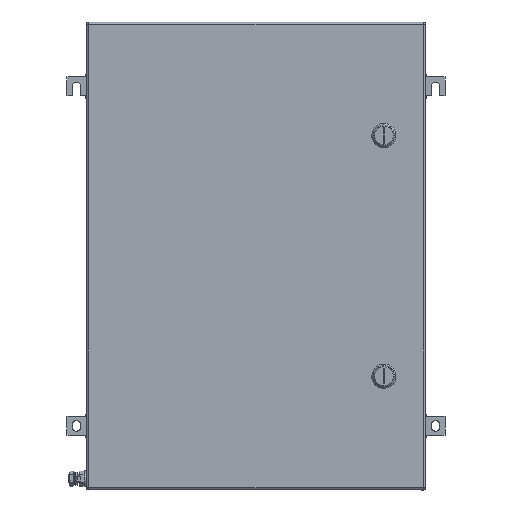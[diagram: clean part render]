
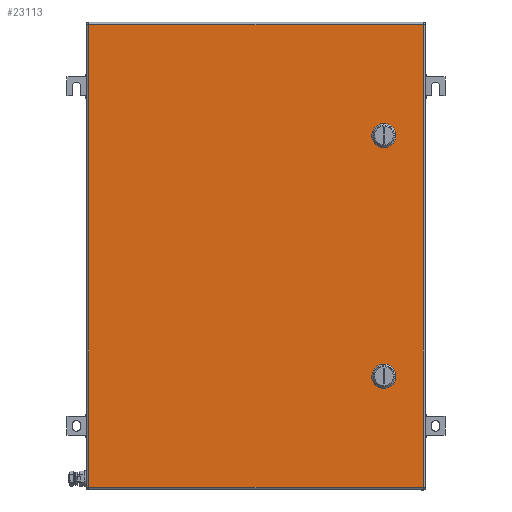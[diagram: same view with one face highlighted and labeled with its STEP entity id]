
A CAD part, top view. The second image highlights one B-rep face of the part: STEP entity #23113.
In plain terms, the highlighted planar face has unit normal (0, 0, 1).
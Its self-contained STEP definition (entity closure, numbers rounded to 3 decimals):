
#22927=AXIS2_PLACEMENT_3D('Circle Axis2P3D',#22925,#22926,$) ;
#22954=AXIS2_PLACEMENT_3D('Plane Axis2P3D',#22951,#22952,#22953) ;
#22999=AXIS2_PLACEMENT_3D('Circle Axis2P3D',#22997,#22998,$) ;
#23013=AXIS2_PLACEMENT_3D('Circle Axis2P3D',#23011,#23012,$) ;
#23027=AXIS2_PLACEMENT_3D('Circle Axis2P3D',#23025,#23026,$) ;
#23049=AXIS2_PLACEMENT_3D('Circle Axis2P3D',#23047,#23048,$) ;
#23065=AXIS2_PLACEMENT_3D('Circle Axis2P3D',#23063,#23064,$) ;
#23079=AXIS2_PLACEMENT_3D('Circle Axis2P3D',#23077,#23078,$) ;
#23093=AXIS2_PLACEMENT_3D('Circle Axis2P3D',#23091,#23092,$) ;
#22922=CARTESIAN_POINT('Vertex',(425.056,459.45,153.5)) ;
#22925=CARTESIAN_POINT('Axis2P3D Location',(420.,469.5,153.5)) ;
#22929=CARTESIAN_POINT('Vertex',(430.05,464.444,153.5)) ;
#22951=CARTESIAN_POINT('Axis2P3D Location',(250.5,310.,153.5)) ;
#22956=CARTESIAN_POINT('Line Origine',(250.5,616.5,153.5)) ;
#22960=CARTESIAN_POINT('Vertex',(472.,616.5,153.5)) ;
#22962=CARTESIAN_POINT('Vertex',(29.,616.5,153.5)) ;
#22965=CARTESIAN_POINT('Line Origine',(29.,310.,153.5)) ;
#22969=CARTESIAN_POINT('Vertex',(29.,3.5,153.5)) ;
#22972=CARTESIAN_POINT('Line Origine',(250.5,3.5,153.5)) ;
#22976=CARTESIAN_POINT('Vertex',(472.,3.5,153.5)) ;
#22979=CARTESIAN_POINT('Line Origine',(472.,310.,153.5)) ;
#22990=CARTESIAN_POINT('Line Origine',(420.,459.45,153.5)) ;
#22994=CARTESIAN_POINT('Vertex',(414.944,459.45,153.5)) ;
#22997=CARTESIAN_POINT('Axis2P3D Location',(420.,469.5,153.5)) ;
#23001=CARTESIAN_POINT('Vertex',(409.95,464.444,153.5)) ;
#23004=CARTESIAN_POINT('Line Origine',(409.95,469.5,153.5)) ;
#23008=CARTESIAN_POINT('Vertex',(409.95,474.556,153.5)) ;
#23011=CARTESIAN_POINT('Axis2P3D Location',(420.,469.5,153.5)) ;
#23015=CARTESIAN_POINT('Vertex',(414.944,479.55,153.5)) ;
#23018=CARTESIAN_POINT('Line Origine',(420.,479.55,153.5)) ;
#23022=CARTESIAN_POINT('Vertex',(425.056,479.55,153.5)) ;
#23025=CARTESIAN_POINT('Axis2P3D Location',(420.,469.5,153.5)) ;
#23029=CARTESIAN_POINT('Vertex',(430.05,474.556,153.5)) ;
#23032=CARTESIAN_POINT('Line Origine',(430.05,469.5,153.5)) ;
#23047=CARTESIAN_POINT('Axis2P3D Location',(420.,150.5,153.5)) ;
#23051=CARTESIAN_POINT('Vertex',(425.056,140.45,153.5)) ;
#23053=CARTESIAN_POINT('Vertex',(430.05,145.444,153.5)) ;
#23056=CARTESIAN_POINT('Line Origine',(420.,140.45,153.5)) ;
#23060=CARTESIAN_POINT('Vertex',(414.944,140.45,153.5)) ;
#23063=CARTESIAN_POINT('Axis2P3D Location',(420.,150.5,153.5)) ;
#23067=CARTESIAN_POINT('Vertex',(409.95,145.444,153.5)) ;
#23070=CARTESIAN_POINT('Line Origine',(409.95,150.5,153.5)) ;
#23074=CARTESIAN_POINT('Vertex',(409.95,155.556,153.5)) ;
#23077=CARTESIAN_POINT('Axis2P3D Location',(420.,150.5,153.5)) ;
#23081=CARTESIAN_POINT('Vertex',(414.944,160.55,153.5)) ;
#23084=CARTESIAN_POINT('Line Origine',(420.,160.55,153.5)) ;
#23088=CARTESIAN_POINT('Vertex',(425.056,160.55,153.5)) ;
#23091=CARTESIAN_POINT('Axis2P3D Location',(420.,150.5,153.5)) ;
#23095=CARTESIAN_POINT('Vertex',(430.05,155.556,153.5)) ;
#23098=CARTESIAN_POINT('Line Origine',(430.05,150.5,153.5)) ;
#22926=DIRECTION('Axis2P3D Direction',(0.,0.,1.)) ;
#22952=DIRECTION('Axis2P3D Direction',(0.,0.,1.)) ;
#22953=DIRECTION('Axis2P3D XDirection',(1.,0.,0.)) ;
#22957=DIRECTION('Vector Direction',(1.,0.,0.)) ;
#22966=DIRECTION('Vector Direction',(0.,-1.,0.)) ;
#22973=DIRECTION('Vector Direction',(1.,0.,0.)) ;
#22980=DIRECTION('Vector Direction',(0.,1.,0.)) ;
#22991=DIRECTION('Vector Direction',(1.,0.,0.)) ;
#22998=DIRECTION('Axis2P3D Direction',(0.,0.,1.)) ;
#23005=DIRECTION('Vector Direction',(0.,1.,0.)) ;
#23012=DIRECTION('Axis2P3D Direction',(0.,0.,1.)) ;
#23019=DIRECTION('Vector Direction',(1.,0.,0.)) ;
#23026=DIRECTION('Axis2P3D Direction',(0.,0.,1.)) ;
#23033=DIRECTION('Vector Direction',(0.,-1.,0.)) ;
#23048=DIRECTION('Axis2P3D Direction',(0.,0.,1.)) ;
#23057=DIRECTION('Vector Direction',(1.,0.,0.)) ;
#23064=DIRECTION('Axis2P3D Direction',(0.,0.,1.)) ;
#23071=DIRECTION('Vector Direction',(0.,1.,0.)) ;
#23078=DIRECTION('Axis2P3D Direction',(0.,0.,1.)) ;
#23085=DIRECTION('Vector Direction',(1.,0.,0.)) ;
#23092=DIRECTION('Axis2P3D Direction',(0.,0.,1.)) ;
#23099=DIRECTION('Vector Direction',(0.,-1.,0.)) ;
#22958=VECTOR('Line Direction',#22957,1.) ;
#22967=VECTOR('Line Direction',#22966,1.) ;
#22974=VECTOR('Line Direction',#22973,1.) ;
#22981=VECTOR('Line Direction',#22980,1.) ;
#22992=VECTOR('Line Direction',#22991,1.) ;
#23006=VECTOR('Line Direction',#23005,1.) ;
#23020=VECTOR('Line Direction',#23019,1.) ;
#23034=VECTOR('Line Direction',#23033,1.) ;
#23058=VECTOR('Line Direction',#23057,1.) ;
#23072=VECTOR('Line Direction',#23071,1.) ;
#23086=VECTOR('Line Direction',#23085,1.) ;
#23100=VECTOR('Line Direction',#23099,1.) ;
#22985=ORIENTED_EDGE('',*,*,#22964,.T.) ;
#22986=ORIENTED_EDGE('',*,*,#22971,.T.) ;
#22987=ORIENTED_EDGE('',*,*,#22978,.T.) ;
#22988=ORIENTED_EDGE('',*,*,#22983,.T.) ;
#23038=ORIENTED_EDGE('',*,*,#22996,.F.) ;
#23039=ORIENTED_EDGE('',*,*,#23003,.F.) ;
#23040=ORIENTED_EDGE('',*,*,#23010,.T.) ;
#23041=ORIENTED_EDGE('',*,*,#23017,.F.) ;
#23042=ORIENTED_EDGE('',*,*,#23024,.T.) ;
#23043=ORIENTED_EDGE('',*,*,#23031,.F.) ;
#23044=ORIENTED_EDGE('',*,*,#23036,.T.) ;
#23045=ORIENTED_EDGE('',*,*,#22931,.F.) ;
#23104=ORIENTED_EDGE('',*,*,#23055,.F.) ;
#23105=ORIENTED_EDGE('',*,*,#23062,.F.) ;
#23106=ORIENTED_EDGE('',*,*,#23069,.F.) ;
#23107=ORIENTED_EDGE('',*,*,#23076,.T.) ;
#23108=ORIENTED_EDGE('',*,*,#23083,.F.) ;
#23109=ORIENTED_EDGE('',*,*,#23090,.T.) ;
#23110=ORIENTED_EDGE('',*,*,#23097,.F.) ;
#23111=ORIENTED_EDGE('',*,*,#23102,.T.) ;
#23046=FACE_BOUND('',#23037,.T.) ;
#23112=FACE_BOUND('',#23103,.T.) ;
#23113=ADVANCED_FACE('ZUB_KTB_QL_624515_0GP_AllCATPart.2\\ZUB_DE_KTB_QL.1\\DE_KTB_MH_PART_MASTER.1\\Koerper.2',(#22989,#23046,#23112),#22955,.T.) ;
#22928=CIRCLE('generated circle',#22927,11.25) ;
#23000=CIRCLE('generated circle',#22999,11.25) ;
#23014=CIRCLE('generated circle',#23013,11.25) ;
#23028=CIRCLE('generated circle',#23027,11.25) ;
#23050=CIRCLE('generated circle',#23049,11.25) ;
#23066=CIRCLE('generated circle',#23065,11.25) ;
#23080=CIRCLE('generated circle',#23079,11.25) ;
#23094=CIRCLE('generated circle',#23093,11.25) ;
#22931=EDGE_CURVE('',#22923,#22930,#22928,.T.) ;
#22964=EDGE_CURVE('',#22961,#22963,#22959,.F.) ;
#22971=EDGE_CURVE('',#22963,#22970,#22968,.T.) ;
#22978=EDGE_CURVE('',#22970,#22977,#22975,.T.) ;
#22983=EDGE_CURVE('',#22977,#22961,#22982,.T.) ;
#22996=EDGE_CURVE('',#22995,#22923,#22993,.T.) ;
#23003=EDGE_CURVE('',#23002,#22995,#23000,.T.) ;
#23010=EDGE_CURVE('',#23002,#23009,#23007,.T.) ;
#23017=EDGE_CURVE('',#23016,#23009,#23014,.T.) ;
#23024=EDGE_CURVE('',#23016,#23023,#23021,.T.) ;
#23031=EDGE_CURVE('',#23030,#23023,#23028,.T.) ;
#23036=EDGE_CURVE('',#23030,#22930,#23035,.T.) ;
#23055=EDGE_CURVE('',#23052,#23054,#23050,.T.) ;
#23062=EDGE_CURVE('',#23061,#23052,#23059,.T.) ;
#23069=EDGE_CURVE('',#23068,#23061,#23066,.T.) ;
#23076=EDGE_CURVE('',#23068,#23075,#23073,.T.) ;
#23083=EDGE_CURVE('',#23082,#23075,#23080,.T.) ;
#23090=EDGE_CURVE('',#23082,#23089,#23087,.T.) ;
#23097=EDGE_CURVE('',#23096,#23089,#23094,.T.) ;
#23102=EDGE_CURVE('',#23096,#23054,#23101,.T.) ;
#22984=EDGE_LOOP('',(#22985,#22986,#22987,#22988)) ;
#23037=EDGE_LOOP('',(#23038,#23039,#23040,#23041,#23042,#23043,#23044,#23045)) ;
#23103=EDGE_LOOP('',(#23104,#23105,#23106,#23107,#23108,#23109,#23110,#23111)) ;
#22989=FACE_OUTER_BOUND('',#22984,.T.) ;
#22959=LINE('Line',#22956,#22958) ;
#22968=LINE('Line',#22965,#22967) ;
#22975=LINE('Line',#22972,#22974) ;
#22982=LINE('Line',#22979,#22981) ;
#22993=LINE('Line',#22990,#22992) ;
#23007=LINE('Line',#23004,#23006) ;
#23021=LINE('Line',#23018,#23020) ;
#23035=LINE('Line',#23032,#23034) ;
#23059=LINE('Line',#23056,#23058) ;
#23073=LINE('Line',#23070,#23072) ;
#23087=LINE('Line',#23084,#23086) ;
#23101=LINE('Line',#23098,#23100) ;
#22955=PLANE('',#22954) ;
#22923=VERTEX_POINT('',#22922) ;
#22930=VERTEX_POINT('',#22929) ;
#22961=VERTEX_POINT('',#22960) ;
#22963=VERTEX_POINT('',#22962) ;
#22970=VERTEX_POINT('',#22969) ;
#22977=VERTEX_POINT('',#22976) ;
#22995=VERTEX_POINT('',#22994) ;
#23002=VERTEX_POINT('',#23001) ;
#23009=VERTEX_POINT('',#23008) ;
#23016=VERTEX_POINT('',#23015) ;
#23023=VERTEX_POINT('',#23022) ;
#23030=VERTEX_POINT('',#23029) ;
#23052=VERTEX_POINT('',#23051) ;
#23054=VERTEX_POINT('',#23053) ;
#23061=VERTEX_POINT('',#23060) ;
#23068=VERTEX_POINT('',#23067) ;
#23075=VERTEX_POINT('',#23074) ;
#23082=VERTEX_POINT('',#23081) ;
#23089=VERTEX_POINT('',#23088) ;
#23096=VERTEX_POINT('',#23095) ;
